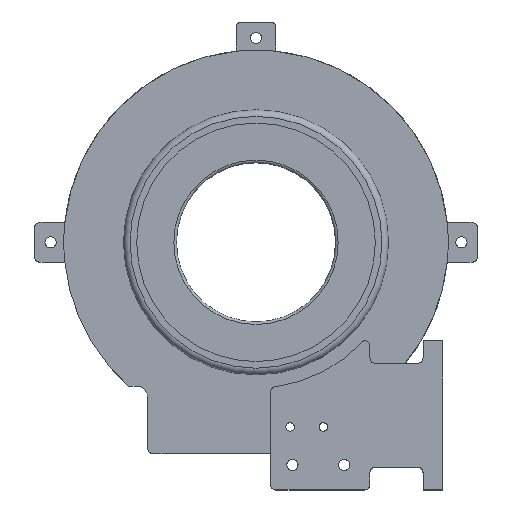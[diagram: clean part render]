
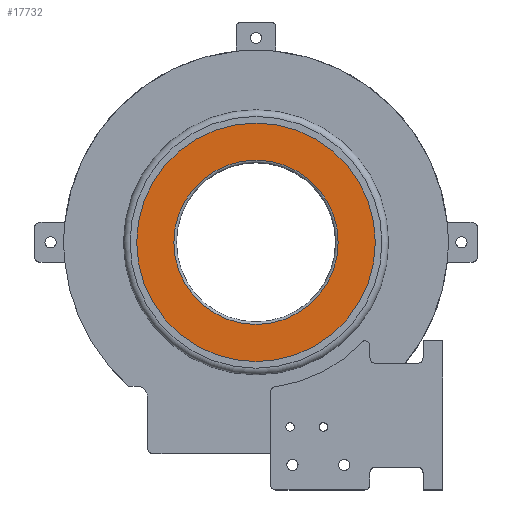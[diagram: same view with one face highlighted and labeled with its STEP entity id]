
A CAD part, top view. The second image highlights one B-rep face of the part: STEP entity #17732.
In plain terms, the highlighted planar face has unit normal (0, 0, 1).
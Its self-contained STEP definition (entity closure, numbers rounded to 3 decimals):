
#13408 = CYLINDRICAL_SURFACE('',#13409,45.);
#13409 = AXIS2_PLACEMENT_3D('',#13410,#13411,#13412);
#13410 = CARTESIAN_POINT('',(0.,0.,-11.5));
#13411 = DIRECTION('',(0.,0.,-1.));
#13412 = DIRECTION('',(1.,0.,0.));
#15755 = EDGE_CURVE('',#15756,#15756,#15758,.T.);
#15756 = VERTEX_POINT('',#15757);
#15757 = CARTESIAN_POINT('',(45.,0.,-12.5));
#15758 = SURFACE_CURVE('',#15759,(#15764,#15771),.PCURVE_S1.);
#15759 = CIRCLE('',#15760,45.);
#15760 = AXIS2_PLACEMENT_3D('',#15761,#15762,#15763);
#15761 = CARTESIAN_POINT('',(0.,0.,-12.5));
#15762 = DIRECTION('',(0.,0.,-1.));
#15763 = DIRECTION('',(1.,0.,0.));
#15764 = PCURVE('',#13408,#15765);
#15765 = DEFINITIONAL_REPRESENTATION('',(#15766),#15770);
#15766 = LINE('',#15767,#15768);
#15767 = CARTESIAN_POINT('',(0.,1.));
#15768 = VECTOR('',#15769,1.);
#15769 = DIRECTION('',(1.,0.));
#15770 = ( GEOMETRIC_REPRESENTATION_CONTEXT(2) 
PARAMETRIC_REPRESENTATION_CONTEXT() REPRESENTATION_CONTEXT('2D SPACE',''
  ) );
#15771 = PCURVE('',#15772,#15777);
#15772 = PLANE('',#15773);
#15773 = AXIS2_PLACEMENT_3D('',#15774,#15775,#15776);
#15774 = CARTESIAN_POINT('',(0.,0.,-12.5));
#15775 = DIRECTION('',(0.,0.,-1.));
#15776 = DIRECTION('',(1.,0.,0.));
#15777 = DEFINITIONAL_REPRESENTATION('',(#15778),#15782);
#15778 = CIRCLE('',#15779,45.);
#15779 = AXIS2_PLACEMENT_2D('',#15780,#15781);
#15780 = CARTESIAN_POINT('',(0.,0.));
#15781 = DIRECTION('',(1.,0.));
#15782 = ( GEOMETRIC_REPRESENTATION_CONTEXT(2) 
PARAMETRIC_REPRESENTATION_CONTEXT() REPRESENTATION_CONTEXT('2D SPACE',''
  ) );
#17732 = ADVANCED_FACE('',(#17733,#17764),#15772,.F.);
#17733 = FACE_BOUND('',#17734,.F.);
#17734 = EDGE_LOOP('',(#17735));
#17735 = ORIENTED_EDGE('',*,*,#17736,.F.);
#17736 = EDGE_CURVE('',#17737,#17737,#17739,.T.);
#17737 = VERTEX_POINT('',#17738);
#17738 = CARTESIAN_POINT('',(31.,0.,-12.5));
#17739 = SURFACE_CURVE('',#17740,(#17745,#17752),.PCURVE_S1.);
#17740 = CIRCLE('',#17741,31.);
#17741 = AXIS2_PLACEMENT_3D('',#17742,#17743,#17744);
#17742 = CARTESIAN_POINT('',(0.,0.,-12.5));
#17743 = DIRECTION('',(0.,0.,-1.));
#17744 = DIRECTION('',(1.,0.,0.));
#17745 = PCURVE('',#15772,#17746);
#17746 = DEFINITIONAL_REPRESENTATION('',(#17747),#17751);
#17747 = CIRCLE('',#17748,31.);
#17748 = AXIS2_PLACEMENT_2D('',#17749,#17750);
#17749 = CARTESIAN_POINT('',(0.,0.));
#17750 = DIRECTION('',(1.,0.));
#17751 = ( GEOMETRIC_REPRESENTATION_CONTEXT(2) 
PARAMETRIC_REPRESENTATION_CONTEXT() REPRESENTATION_CONTEXT('2D SPACE',''
  ) );
#17752 = PCURVE('',#17753,#17758);
#17753 = TOROIDAL_SURFACE('',#17754,31.,1.);
#17754 = AXIS2_PLACEMENT_3D('',#17755,#17756,#17757);
#17755 = CARTESIAN_POINT('',(0.,0.,-13.5));
#17756 = DIRECTION('',(-0.,0.,1.));
#17757 = DIRECTION('',(1.,0.,0.));
#17758 = DEFINITIONAL_REPRESENTATION('',(#17759),#17763);
#17759 = LINE('',#17760,#17761);
#17760 = CARTESIAN_POINT('',(-0.,1.571));
#17761 = VECTOR('',#17762,1.);
#17762 = DIRECTION('',(-1.,0.));
#17763 = ( GEOMETRIC_REPRESENTATION_CONTEXT(2) 
PARAMETRIC_REPRESENTATION_CONTEXT() REPRESENTATION_CONTEXT('2D SPACE',''
  ) );
#17764 = FACE_BOUND('',#17765,.F.);
#17765 = EDGE_LOOP('',(#17766));
#17766 = ORIENTED_EDGE('',*,*,#15755,.T.);
